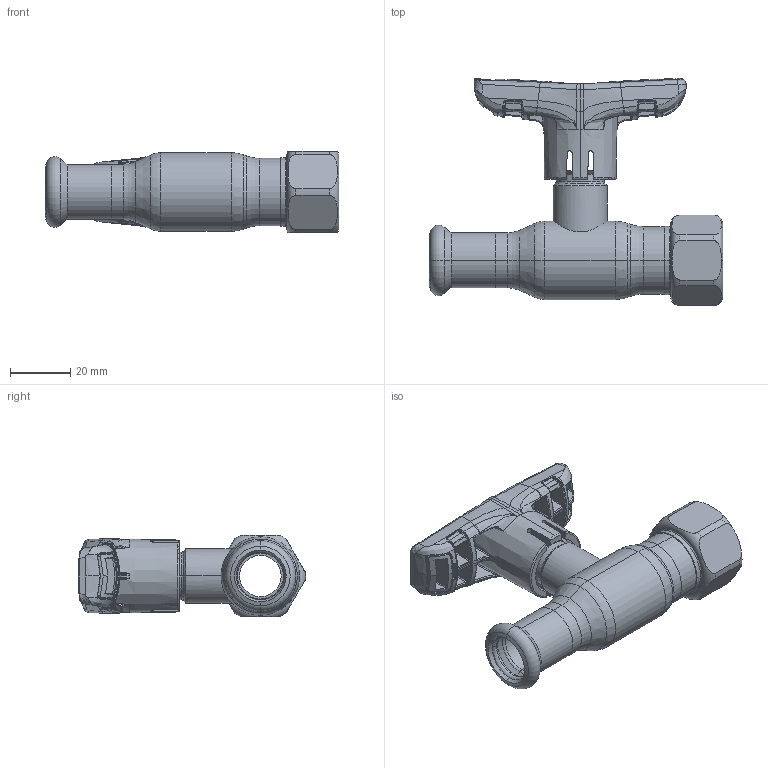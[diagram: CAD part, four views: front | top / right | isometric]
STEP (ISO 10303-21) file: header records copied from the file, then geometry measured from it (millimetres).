
FILE_DESCRIPTION (( 'STEP AP214' ), '1' );
FILE_NAME ('1010001010-1400.step', '2024-01-15T11:16:14', ( '' ), ( '' ), 'SwSTEP 2.0', 'SolidWorks 2021', '' );
FILE_SCHEMA (( 'AUTOMOTIVE_DESIGN' ));
Length unit declared in the file: millimetre
Products named in the file (1): 1010001010-1400
Bounding box: 97.2 x 75.28 x 27 mm (x, y, z)
Surface area: 20418.6 mm2 (no closed solid volume)
Topology: 0 solids, 8 shells, 753 faces, 2139 edges, 1327 vertices
Faces by surface type: bspline 589, plane 55, cylinder 42, torus 27, cone 25, sphere 15
Entity records: 56953 total; most frequent: CARTESIAN_POINT 34220, ORIENTED_EDGE 3828, EDGE_CURVE 2135, DIRECTION 1516, B_SPLINE_CURVE_WITH_KNOTS 1455, VERTEX_POINT 1327, EDGE_LOOP 761, UNCERTAINTY_MEASURE_WITH_UNIT 755
